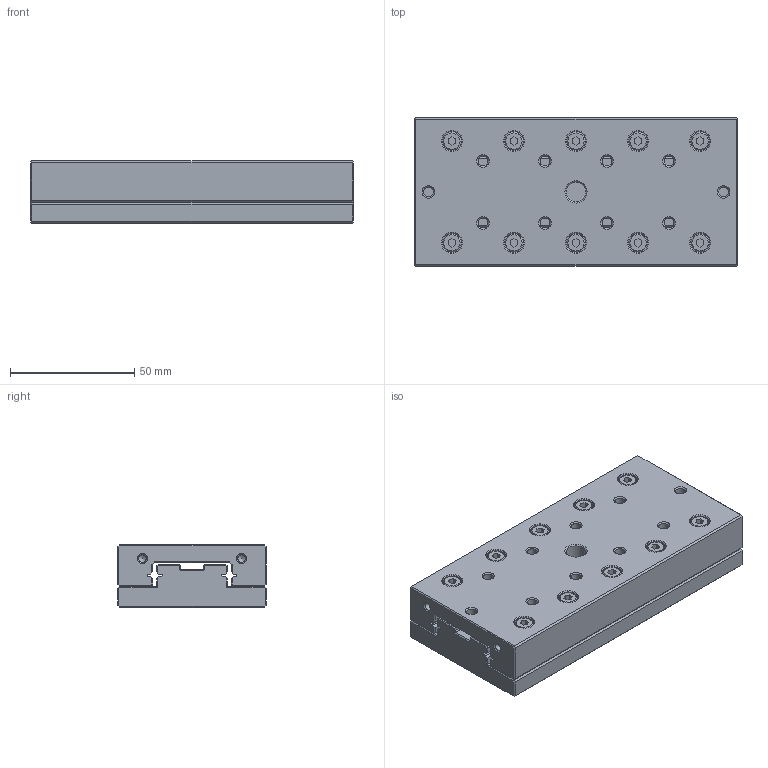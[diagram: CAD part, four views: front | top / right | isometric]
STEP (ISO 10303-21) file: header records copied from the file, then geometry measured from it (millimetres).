
FILE_DESCRIPTION(/* description */ (''),/* implementation_level */ '2;1');
FILE_NAME(/* name */ 'RTA-3125_A.stp',/* time_stamp */ '2012-05-31T16:08:31+02:00',/* author */ (''),/* organization */ (''),/* preprocessor_version */ 'ST-DEVELOPER v11',/* originating_system */ 'SIEMENS PLM Software NX 7.5',/* authorisation */ '');
FILE_SCHEMA (('AUTOMOTIVE_DESIGN { 1 0 10303 214 1 1 1 1 }'));
Length unit declared in the file: millimetre
Products named in the file (1): 015440_A
Bounding box: 130 x 60 x 25 mm (x, y, z)
Volume: 180220.6 mm3; surface area: 52200.6 mm2
Topology: 2 solids, 2 shells, 632 faces, 1476 edges, 938 vertices
Faces by surface type: plane 452, cone 81, cylinder 74, extrusion 25
Full cylindrical faces by diameter (mm): 3 x4, 4 x15, 4.3 x4, 7 x10, 7.32 x10, 7.8 x24, 8 x1
Entity records: 17789 total; most frequent: CARTESIAN_POINT 4133, ORIENTED_EDGE 2608, DIRECTION 2576, EDGE_CURVE 1304, VERTEX_POINT 915, VECTOR 910, EDGE_LOOP 897, LINE 885
